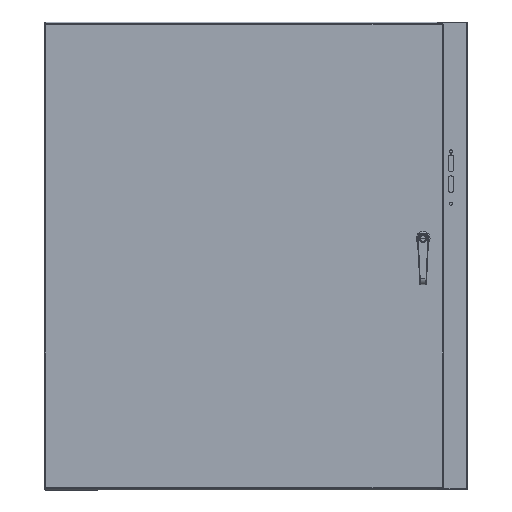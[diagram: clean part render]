
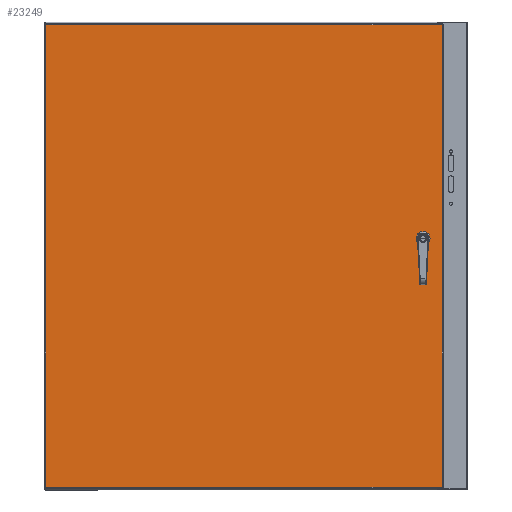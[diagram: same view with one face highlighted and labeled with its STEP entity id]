
A CAD part, top view. The second image highlights one B-rep face of the part: STEP entity #23249.
In plain terms, the highlighted face is planar.
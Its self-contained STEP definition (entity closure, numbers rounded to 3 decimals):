
#889=LINE('',#34456,#2700);
#893=LINE('',#34468,#2704);
#897=LINE('',#34480,#2708);
#901=LINE('',#34490,#2712);
#902=LINE('',#34501,#2713);
#910=LINE('',#34587,#2721);
#925=LINE('',#34687,#2736);
#940=LINE('',#34786,#2751);
#2700=VECTOR('',#27442,0.425);
#2704=VECTOR('',#27454,0.425);
#2708=VECTOR('',#27466,0.425);
#2712=VECTOR('',#27478,0.425);
#2713=VECTOR('',#27481,41.54);
#2721=VECTOR('',#27497,35.602);
#2736=VECTOR('',#27526,41.54);
#2751=VECTOR('',#27555,35.602);
#5085=PLANE('',#24777);
#6233=FACE_BOUND('',#8148,.T.);
#6666=FACE_OUTER_BOUND('',#8147,.T.);
#8147=EDGE_LOOP('',(#16750,#16751,#16752,#16753));
#8148=EDGE_LOOP('',(#16754,#16755,#16756,#16757,#16758,#16759,#16760,#16761));
#9920=CIRCLE('',#24738,0.453);
#9922=CIRCLE('',#24742,0.453);
#9924=CIRCLE('',#24746,0.453);
#9926=CIRCLE('',#24750,0.453);
#11049=VERTEX_POINT('',#34447);
#11050=VERTEX_POINT('',#34449);
#11052=VERTEX_POINT('',#34455);
#11054=VERTEX_POINT('',#34461);
#11056=VERTEX_POINT('',#34467);
#11058=VERTEX_POINT('',#34473);
#11060=VERTEX_POINT('',#34479);
#11062=VERTEX_POINT('',#34485);
#11063=VERTEX_POINT('',#34492);
#11064=VERTEX_POINT('',#34500);
#11070=VERTEX_POINT('',#34579);
#11080=VERTEX_POINT('',#34679);
#13232=EDGE_CURVE('',#11050,#11049,#9920,.T.);
#13235=EDGE_CURVE('',#11052,#11050,#889,.T.);
#13238=EDGE_CURVE('',#11054,#11052,#9922,.T.);
#13241=EDGE_CURVE('',#11056,#11054,#893,.T.);
#13244=EDGE_CURVE('',#11058,#11056,#9924,.T.);
#13247=EDGE_CURVE('',#11060,#11058,#897,.T.);
#13250=EDGE_CURVE('',#11062,#11060,#9926,.T.);
#13253=EDGE_CURVE('',#11049,#11062,#901,.T.);
#13255=EDGE_CURVE('',#11064,#11063,#902,.T.);
#13267=EDGE_CURVE('',#11063,#11070,#910,.T.);
#13286=EDGE_CURVE('',#11070,#11080,#925,.T.);
#13305=EDGE_CURVE('',#11080,#11064,#940,.T.);
#16750=ORIENTED_EDGE('',*,*,#13255,.T.);
#16751=ORIENTED_EDGE('',*,*,#13267,.T.);
#16752=ORIENTED_EDGE('',*,*,#13286,.T.);
#16753=ORIENTED_EDGE('',*,*,#13305,.T.);
#16754=ORIENTED_EDGE('',*,*,#13232,.T.);
#16755=ORIENTED_EDGE('',*,*,#13253,.T.);
#16756=ORIENTED_EDGE('',*,*,#13250,.T.);
#16757=ORIENTED_EDGE('',*,*,#13247,.T.);
#16758=ORIENTED_EDGE('',*,*,#13244,.T.);
#16759=ORIENTED_EDGE('',*,*,#13241,.T.);
#16760=ORIENTED_EDGE('',*,*,#13238,.T.);
#16761=ORIENTED_EDGE('',*,*,#13235,.T.);
#23249=ADVANCED_FACE('',(#6666,#6233),#5085,.F.);
#24738=AXIS2_PLACEMENT_3D('',#34450,#27436,#27437);
#24742=AXIS2_PLACEMENT_3D('',#34462,#27448,#27449);
#24746=AXIS2_PLACEMENT_3D('',#34474,#27460,#27461);
#24750=AXIS2_PLACEMENT_3D('',#34486,#27472,#27473);
#24777=AXIS2_PLACEMENT_3D('',#34872,#27580,#27581);
#27436=DIRECTION('center_axis',(0.,0.,1.));
#27437=DIRECTION('ref_axis',(-0.469,-0.883,0.));
#27442=DIRECTION('',(0.,1.,0.));
#27448=DIRECTION('center_axis',(0.,0.,1.));
#27449=DIRECTION('ref_axis',(-0.883,0.469,0.));
#27454=DIRECTION('',(1.,0.,0.));
#27460=DIRECTION('center_axis',(0.,0.,1.));
#27461=DIRECTION('ref_axis',(0.469,0.883,0.));
#27466=DIRECTION('',(0.,-1.,0.));
#27472=DIRECTION('center_axis',(0.,0.,1.));
#27473=DIRECTION('ref_axis',(0.883,-0.469,0.));
#27478=DIRECTION('',(-1.,0.,0.));
#27481=DIRECTION('',(0.,-1.,0.));
#27497=DIRECTION('',(-1.,0.,0.));
#27526=DIRECTION('',(0.,1.,0.));
#27555=DIRECTION('',(1.,0.,0.));
#27580=DIRECTION('center_axis',(0.,0.,1.));
#27581=DIRECTION('ref_axis',(1.,0.,0.));
#34447=CARTESIAN_POINT('',(2.033,22.825,0.));
#34449=CARTESIAN_POINT('',(2.22,22.638,0.));
#34450=CARTESIAN_POINT('Origin',(1.82,22.425,0.));
#34455=CARTESIAN_POINT('',(2.22,22.212,0.));
#34456=CARTESIAN_POINT('',(2.22,21.756,0.));
#34461=CARTESIAN_POINT('',(2.033,22.025,0.));
#34462=CARTESIAN_POINT('Origin',(1.82,22.425,0.));
#34467=CARTESIAN_POINT('',(1.607,22.025,0.));
#34468=CARTESIAN_POINT('',(9.969,22.025,0.));
#34473=CARTESIAN_POINT('',(1.42,22.212,0.));
#34474=CARTESIAN_POINT('Origin',(1.82,22.425,0.));
#34479=CARTESIAN_POINT('',(1.42,22.638,0.));
#34480=CARTESIAN_POINT('',(1.42,21.544,0.));
#34485=CARTESIAN_POINT('',(1.607,22.825,0.));
#34486=CARTESIAN_POINT('Origin',(1.82,22.425,0.));
#34490=CARTESIAN_POINT('',(9.757,22.825,0.));
#34492=CARTESIAN_POINT('',(35.707,0.105,0.));
#34500=CARTESIAN_POINT('',(35.707,41.645,0.));
#34501=CARTESIAN_POINT('',(35.707,31.26,0.));
#34579=CARTESIAN_POINT('',(0.105,0.105,0.));
#34587=CARTESIAN_POINT('',(26.807,0.105,0.));
#34679=CARTESIAN_POINT('',(0.105,41.645,0.));
#34687=CARTESIAN_POINT('',(0.105,10.49,0.));
#34786=CARTESIAN_POINT('',(9.006,41.645,0.));
#34872=CARTESIAN_POINT('Origin',(17.906,20.875,0.));
